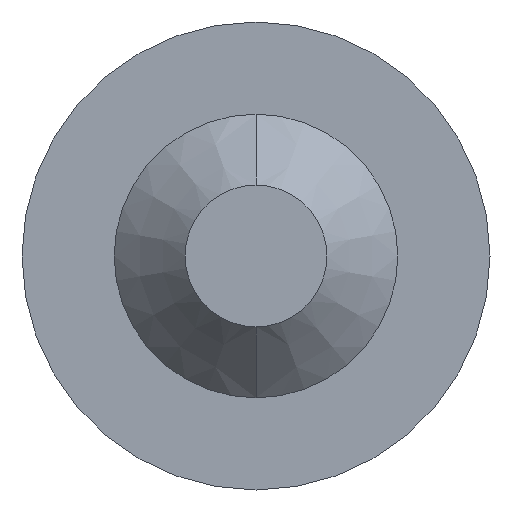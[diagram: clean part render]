
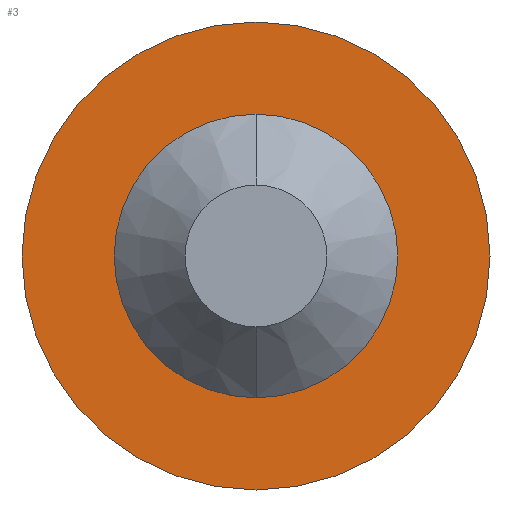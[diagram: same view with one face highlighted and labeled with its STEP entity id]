
A CAD part, front view. The second image highlights one B-rep face of the part: STEP entity #3.
In plain terms, the highlighted planar face has unit normal (0, -1, 0).
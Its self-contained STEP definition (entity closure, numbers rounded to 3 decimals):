
#3 = ADVANCED_FACE ( 'Defeature ausgef�hrt1_5', ( #369, #137 ), #206, .T. ) ;
#5 = ORIENTED_EDGE ( 'NONE', *, *, #162, .T. ) ;
#17 = AXIS2_PLACEMENT_3D ( 'NONE', #218, #88, #349 ) ;
#28 = AXIS2_PLACEMENT_3D ( 'NONE', #272, #174, #277 ) ;
#55 = CARTESIAN_POINT ( 'NONE',  ( 0., 0., -1. ) ) ;
#57 = CARTESIAN_POINT ( 'NONE',  ( 0., 0., 0. ) ) ;
#67 = CIRCLE ( 'NONE', #293, 1. ) ;
#85 = VERTEX_POINT ( 'NONE', #396 ) ;
#88 = DIRECTION ( 'NONE',  ( 0., -1., 0. ) ) ;
#91 = DIRECTION ( 'NONE',  ( 0., 0., 1. ) ) ;
#94 = CIRCLE ( 'NONE', #330, 1. ) ;
#102 = VERTEX_POINT ( 'NONE', #244 ) ;
#121 = DIRECTION ( 'NONE',  ( 0., 1., 0. ) ) ;
#124 = CARTESIAN_POINT ( 'NONE',  ( 0., 0., 1.65 ) ) ;
#127 = EDGE_CURVE ( 'Defeature ausgef�hrt1_5+Defeature ausgef�hrt1_0+Defeature ausgef�hrt1_0+Defeature ausgef�hrt1_0', #202, #85, #67, .T. ) ;
#137 = FACE_OUTER_BOUND ( 'NONE', #241, .T. ) ;
#162 = EDGE_CURVE ( 'Defeature ausgef�hrt1_5+Defeature ausgef�hrt1_3+Defeature ausgef�hrt1_3+Defeature ausgef�hrt1_3', #102, #311, #215, .T. ) ;
#174 = DIRECTION ( 'NONE',  ( 0., -1., 0. ) ) ;
#181 = EDGE_LOOP ( 'NONE', ( #359, #323 ) ) ;
#185 = CARTESIAN_POINT ( 'NONE',  ( 0., 0., 0. ) ) ;
#191 = DIRECTION ( 'NONE',  ( 0., -1., 0. ) ) ;
#197 = ORIENTED_EDGE ( 'NONE', *, *, #231, .T. ) ;
#202 = VERTEX_POINT ( 'NONE', #55 ) ;
#206 = PLANE ( 'NONE',  #28 ) ;
#215 = CIRCLE ( 'NONE', #17, 1.65 ) ;
#218 = CARTESIAN_POINT ( 'NONE',  ( 0., 0., 0. ) ) ;
#220 = CIRCLE ( 'NONE', #356, 1.65 ) ;
#231 = EDGE_CURVE ( 'Defeature ausgef�hrt1_5+Defeature ausgef�hrt1_3+Defeature ausgef�hrt1_3+Defeature ausgef�hrt1_3', #311, #102, #220, .T. ) ;
#241 = EDGE_LOOP ( 'NONE', ( #5, #197 ) ) ;
#244 = CARTESIAN_POINT ( 'NONE',  ( 0., 0., -1.65 ) ) ;
#272 = CARTESIAN_POINT ( 'NONE',  ( 0., 0., 0. ) ) ;
#277 = DIRECTION ( 'NONE',  ( 0., 0., -1. ) ) ;
#284 = EDGE_CURVE ( 'Defeature ausgef�hrt1_5+Defeature ausgef�hrt1_0+Defeature ausgef�hrt1_0+Defeature ausgef�hrt1_0', #85, #202, #94, .T. ) ;
#293 = AXIS2_PLACEMENT_3D ( 'NONE', #57, #347, #313 ) ;
#311 = VERTEX_POINT ( 'NONE', #124 ) ;
#313 = DIRECTION ( 'NONE',  ( 0., 0., 1. ) ) ;
#321 = DIRECTION ( 'NONE',  ( 0., 0., -1. ) ) ;
#323 = ORIENTED_EDGE ( 'NONE', *, *, #127, .T. ) ;
#330 = AXIS2_PLACEMENT_3D ( 'NONE', #404, #121, #91 ) ;
#347 = DIRECTION ( 'NONE',  ( 0., 1., 0. ) ) ;
#349 = DIRECTION ( 'NONE',  ( 0., 0., -1. ) ) ;
#356 = AXIS2_PLACEMENT_3D ( 'NONE', #185, #191, #321 ) ;
#359 = ORIENTED_EDGE ( 'NONE', *, *, #284, .T. ) ;
#369 = FACE_BOUND ( 'NONE', #181, .T. ) ;
#396 = CARTESIAN_POINT ( 'NONE',  ( 0., 0., 1. ) ) ;
#404 = CARTESIAN_POINT ( 'NONE',  ( 0., 0., 0. ) ) ;
